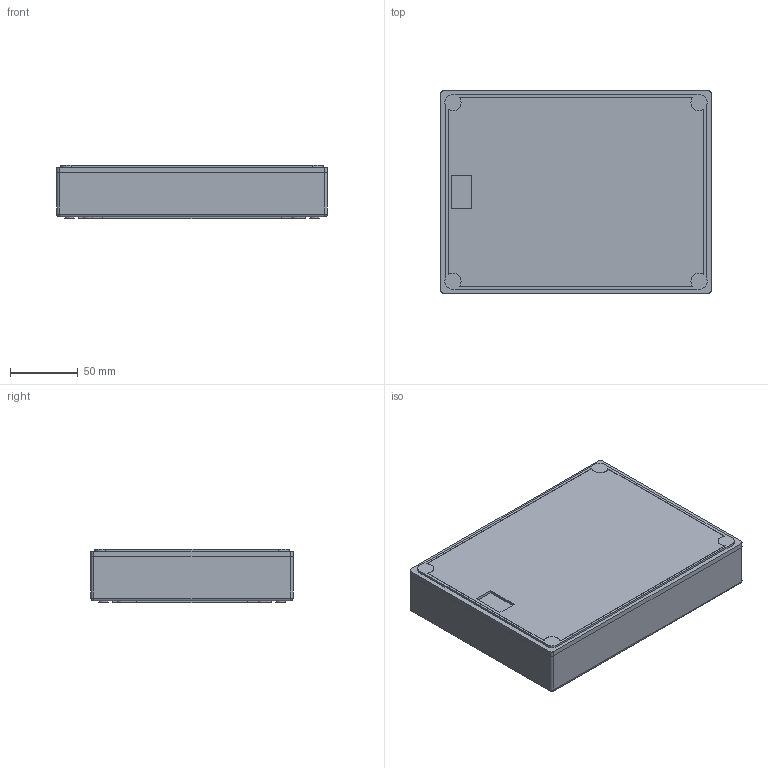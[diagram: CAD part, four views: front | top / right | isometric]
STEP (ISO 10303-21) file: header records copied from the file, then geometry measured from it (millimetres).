
FILE_DESCRIPTION((''),'2;1');
FILE_NAME('GW42001_ASM','2021-07-16T10:27:49',('User'),('Axiro Italia'),'CREO PARAMETRIC BY PTC INC, 2020354','CREO PARAMETRIC BY PTC INC, 2020354','');
FILE_SCHEMA(('CONFIG_CONTROL_DESIGN'));
Length unit declared in the file: millimetre
Products named in the file (3): GW42001_SCATOLA_OR_RED; GW42001_COPERCHIO_OR_RED; GW42001_ASM
Assembly tree (2 placements, depth 2):
  GW42001_ASM
    GW42001_SCATOLA_OR_RED
    GW42001_COPERCHIO_OR_RED
Bounding box: 200 x 149.5 x 39.75 mm (x, y, z)
Volume: 317567.5 mm3; surface area: 188777.9 mm2
Topology: 2 solids, 2 shells, 471 faces, 1212 edges, 804 vertices
Faces by surface type: plane 335, cone 68, cylinder 64, sphere 4
Entity records: 14342 total; most frequent: CARTESIAN_POINT 2492, DIRECTION 2428, ORIENTED_EDGE 2424, EDGE_CURVE 1212, VECTOR 948, LINE 948, VERTEX_POINT 804, AXIS2_PLACEMENT_3D 740
